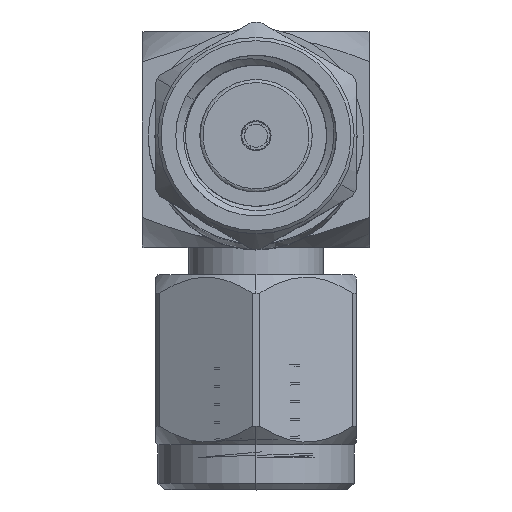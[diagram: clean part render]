
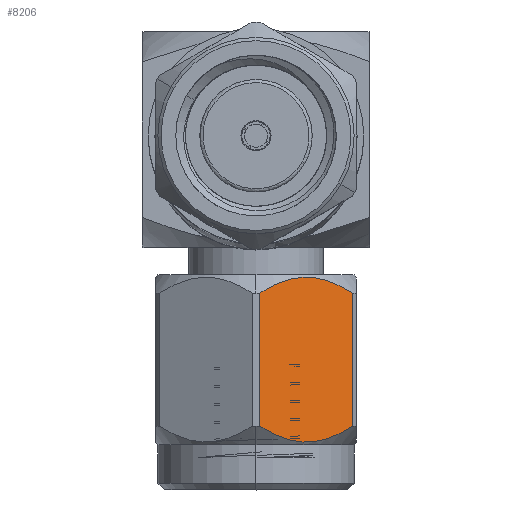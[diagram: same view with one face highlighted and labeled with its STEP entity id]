
A CAD part, top view. The second image highlights one B-rep face of the part: STEP entity #8206.
In plain terms, the highlighted face is planar.
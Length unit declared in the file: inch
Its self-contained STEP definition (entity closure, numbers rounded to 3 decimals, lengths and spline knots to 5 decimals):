
#531 = CARTESIAN_POINT ( 'NONE',  ( 0.12809, 0.20572, 0.09065 ) ) ;
#560 = CARTESIAN_POINT ( 'NONE',  ( 0.09369, 0.2299, 0.15023 ) ) ;
#673 = CARTESIAN_POINT ( 'NONE',  ( 0.17053, 0.44429, 0.01713 ) ) ;
#727 = LINE ( 'NONE', #9204, #3181 ) ;
#902 = ORIENTED_EDGE ( 'NONE', *, *, #6027, .T. ) ;
#946 = CARTESIAN_POINT ( 'NONE',  ( 0.17695, 0.2299, 0.00602 ) ) ;
#1140 = AXIS2_PLACEMENT_3D ( 'NONE', #9586, #4334, #5173 ) ;
#1171 = VERTEX_POINT ( 'NONE', #6352 ) ;
#1346 = B_SPLINE_CURVE_WITH_KNOTS ( 'NONE', 3,
 ( #5340, #8300, #9163, #4759, #3463, #2721, #4982, #9289, #531, #8618, #7215, #3434, #8674, #560 ),
 .UNSPECIFIED., .F., .F.,
 ( 4, 2, 2, 2, 2, 2, 4 ),
 ( 0., 0.00111, 0.00166, 0.00221, 0.00277, 0.00332, 0.00443 ),
 .UNSPECIFIED. ) ;
#1438 = CARTESIAN_POINT ( 'NONE',  ( 0.12809, 0.46128, 0.09065 ) ) ;
#1439 = EDGE_CURVE ( 'NONE', #6067, #8035, #7937, .T. ) ;
#2327 = VERTEX_POINT ( 'NONE', #946 ) ;
#2686 = CARTESIAN_POINT ( 'NONE',  ( 0.09369, 0.2299, 0.15023 ) ) ;
#2721 = CARTESIAN_POINT ( 'NONE',  ( 0.14271, 0.20575, 0.06531 ) ) ;
#2920 = CARTESIAN_POINT ( 'NONE',  ( 0.10012, 0.4443, 0.13909 ) ) ;
#3181 = VECTOR ( 'NONE', #5452, 39.37008 ) ;
#3226 = VECTOR ( 'NONE', #9386, 39.37008 ) ;
#3434 = CARTESIAN_POINT ( 'NONE',  ( 0.10675, 0.21653, 0.1276 ) ) ;
#3463 = CARTESIAN_POINT ( 'NONE',  ( 0.15, 0.20818, 0.05269 ) ) ;
#3560 = ORIENTED_EDGE ( 'NONE', *, *, #6639, .F. ) ;
#3747 = ORIENTED_EDGE ( 'NONE', *, *, #1439, .T. ) ;
#4086 = ORIENTED_EDGE ( 'NONE', *, *, #7785, .T. ) ;
#4210 = CARTESIAN_POINT ( 'NONE',  ( 0.09369, -0.004, 0.15023 ) ) ;
#4334 = DIRECTION ( 'NONE',  ( 0.866, 0., 0.5 ) ) ;
#4348 = CARTESIAN_POINT ( 'NONE',  ( 0.15354, 0.45705, 0.04656 ) ) ;
#4759 = CARTESIAN_POINT ( 'NONE',  ( 0.15354, 0.20995, 0.04656 ) ) ;
#4982 = CARTESIAN_POINT ( 'NONE',  ( 0.13903, 0.20513, 0.07169 ) ) ;
#5054 = CARTESIAN_POINT ( 'NONE',  ( 0.16392, 0.45043, 0.02857 ) ) ;
#5173 = DIRECTION ( 'NONE',  ( 0.5, 0., -0.866 ) ) ;
#5340 = CARTESIAN_POINT ( 'NONE',  ( 0.17695, 0.2299, 0.00602 ) ) ;
#5452 = DIRECTION ( 'NONE',  ( 0., 1., 0. ) ) ;
#5767 = CARTESIAN_POINT ( 'NONE',  ( 0.17695, 0.4371, 0.00602 ) ) ;
#5869 = B_SPLINE_CURVE_WITH_KNOTS ( 'NONE', 3,
 ( #5767, #673, #5054, #4348, #5873, #6516, #6645, #7392, #1438, #7977, #6610, #7362, #2920, #8076 ),
 .UNSPECIFIED., .F., .F.,
 ( 4, 2, 2, 2, 2, 2, 4 ),
 ( 0., 0.00111, 0.00166, 0.00221, 0.00277, 0.00332, 0.00443 ),
 .UNSPECIFIED. ) ;
#5873 = CARTESIAN_POINT ( 'NONE',  ( 0.15, 0.45882, 0.05269 ) ) ;
#6027 = EDGE_CURVE ( 'NONE', #2327, #1171, #727, .T. ) ;
#6067 = VERTEX_POINT ( 'NONE', #7170 ) ;
#6352 = CARTESIAN_POINT ( 'NONE',  ( 0.17695, 0.4371, 0.00602 ) ) ;
#6516 = CARTESIAN_POINT ( 'NONE',  ( 0.14271, 0.46125, 0.06531 ) ) ;
#6610 = CARTESIAN_POINT ( 'NONE',  ( 0.11722, 0.45712, 0.10948 ) ) ;
#6639 = EDGE_CURVE ( 'NONE', #2327, #8035, #1346, .T. ) ;
#6645 = CARTESIAN_POINT ( 'NONE',  ( 0.13903, 0.46187, 0.07169 ) ) ;
#7170 = CARTESIAN_POINT ( 'NONE',  ( 0.09369, 0.4371, 0.15023 ) ) ;
#7215 = CARTESIAN_POINT ( 'NONE',  ( 0.11722, 0.20988, 0.10948 ) ) ;
#7362 = CARTESIAN_POINT ( 'NONE',  ( 0.10675, 0.45047, 0.1276 ) ) ;
#7392 = CARTESIAN_POINT ( 'NONE',  ( 0.13173, 0.46189, 0.08434 ) ) ;
#7675 = FACE_OUTER_BOUND ( 'NONE', #8619, .T. ) ;
#7785 = EDGE_CURVE ( 'NONE', #1171, #6067, #5869, .T. ) ;
#7937 = LINE ( 'NONE', #4210, #3226 ) ;
#7977 = CARTESIAN_POINT ( 'NONE',  ( 0.12082, 0.4589, 0.10323 ) ) ;
#8035 = VERTEX_POINT ( 'NONE', #2686 ) ;
#8076 = CARTESIAN_POINT ( 'NONE',  ( 0.09369, 0.4371, 0.15023 ) ) ;
#8206 = ADVANCED_FACE ( 'NONE', ( #7675 ), #9356, .T. ) ;
#8300 = CARTESIAN_POINT ( 'NONE',  ( 0.17053, 0.22271, 0.01713 ) ) ;
#8618 = CARTESIAN_POINT ( 'NONE',  ( 0.12082, 0.2081, 0.10323 ) ) ;
#8619 = EDGE_LOOP ( 'NONE', ( #902, #4086, #3747, #3560 ) ) ;
#8674 = CARTESIAN_POINT ( 'NONE',  ( 0.10012, 0.2227, 0.13909 ) ) ;
#9163 = CARTESIAN_POINT ( 'NONE',  ( 0.16392, 0.21657, 0.02857 ) ) ;
#9204 = CARTESIAN_POINT ( 'NONE',  ( 0.17695, -0.004, 0.00602 ) ) ;
#9289 = CARTESIAN_POINT ( 'NONE',  ( 0.13173, 0.20511, 0.08434 ) ) ;
#9356 = PLANE ( 'NONE',  #1140 ) ;
#9386 = DIRECTION ( 'NONE',  ( 0., -1., 0. ) ) ;
#9586 = CARTESIAN_POINT ( 'NONE',  ( 0.09021, -0.004, 0.15625 ) ) ;
